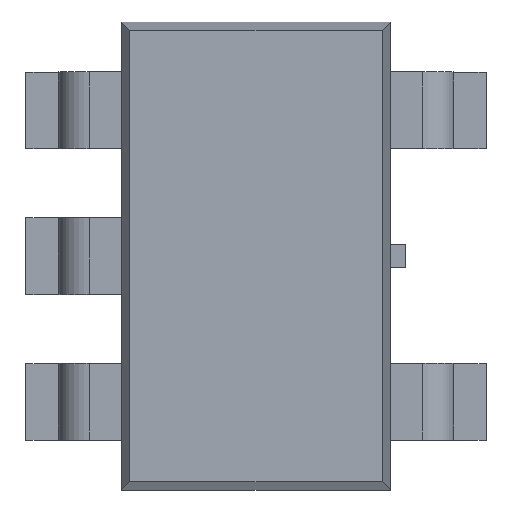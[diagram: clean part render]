
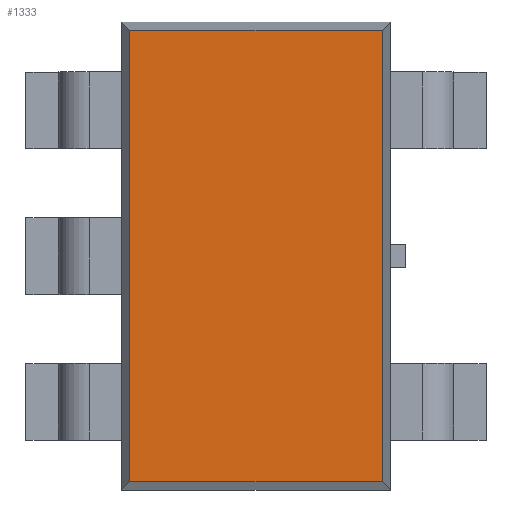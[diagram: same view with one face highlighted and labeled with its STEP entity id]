
A CAD part, top view. The second image highlights one B-rep face of the part: STEP entity #1333.
In plain terms, the highlighted planar face has unit normal (0, 0, 1).
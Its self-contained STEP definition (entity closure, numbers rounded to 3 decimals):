
#69=FACE_OUTER_BOUND('',#149,.T.);
#149=EDGE_LOOP('',(#919,#920,#921,#922));
#236=LINE('',#1935,#406);
#238=LINE('',#1940,#408);
#241=LINE('',#1944,#411);
#243=LINE('',#1947,#413);
#406=VECTOR('',#1558,10.);
#408=VECTOR('',#1562,10.);
#411=VECTOR('',#1567,10.);
#413=VECTOR('',#1571,10.);
#569=VERTEX_POINT('',#1932);
#570=VERTEX_POINT('',#1934);
#571=VERTEX_POINT('',#1938);
#572=VERTEX_POINT('',#1939);
#700=EDGE_CURVE('',#569,#570,#236,.T.);
#702=EDGE_CURVE('',#571,#572,#238,.T.);
#705=EDGE_CURVE('',#572,#569,#241,.T.);
#707=EDGE_CURVE('',#570,#571,#243,.T.);
#919=ORIENTED_EDGE('',*,*,#702,.F.);
#920=ORIENTED_EDGE('',*,*,#707,.F.);
#921=ORIENTED_EDGE('',*,*,#700,.F.);
#922=ORIENTED_EDGE('',*,*,#705,.F.);
#1263=PLANE('',#1433);
#1333=ADVANCED_FACE('',(#69),#1263,.T.);
#1433=AXIS2_PLACEMENT_3D('',#1950,#1575,#1576);
#1558=DIRECTION('',(1.,0.,0.));
#1562=DIRECTION('',(-1.,0.,0.));
#1567=DIRECTION('',(0.,1.,0.));
#1571=DIRECTION('',(0.,-1.,0.));
#1575=DIRECTION('center_axis',(0.,0.,1.));
#1576=DIRECTION('ref_axis',(0.,-1.,0.));
#1932=CARTESIAN_POINT('',(-0.822,1.472,1.2));
#1934=CARTESIAN_POINT('',(0.822,1.472,1.2));
#1935=CARTESIAN_POINT('',(0.,1.472,1.2));
#1938=CARTESIAN_POINT('',(0.822,-1.472,1.2));
#1939=CARTESIAN_POINT('',(-0.822,-1.472,1.2));
#1940=CARTESIAN_POINT('',(0.,-1.472,1.2));
#1944=CARTESIAN_POINT('',(-0.822,0.763,1.2));
#1947=CARTESIAN_POINT('',(0.822,0.763,1.2));
#1950=CARTESIAN_POINT('Origin',(0.,1.525,1.2));
